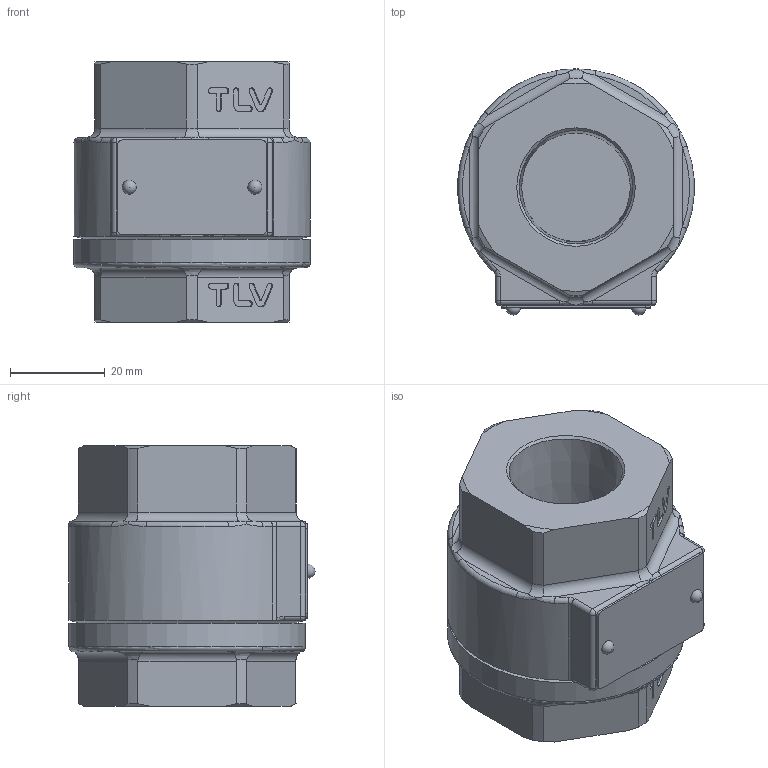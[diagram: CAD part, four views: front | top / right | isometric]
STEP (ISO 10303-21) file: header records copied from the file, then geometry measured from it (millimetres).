
FILE_DESCRIPTION(/* description */ (''),/* implementation_level */ '2;1');
FILE_NAME(/* name */ 'lv800-020-screw-00.stp',/* time_stamp */ '2025-03-05T10:22:44+09:00',/* author */ ('nakaot'),/* organization */ (''),/* preprocessor_version */ 'ST-DEVELOPER v20',/* originating_system */ 'Autodesk Inventor 2022',/* authorisation */ '');
FILE_SCHEMA (('AUTOMOTIVE_DESIGN { 1 0 10303 214 3 1 1 }'));
Length unit declared in the file: millimetre
Products named in the file (1): 20A_LV8_外観モデル
Bounding box: 50 x 52 x 55 mm (x, y, z)
Volume: 80927.3 mm3; surface area: 15285.2 mm2
Topology: 1 solids, 3 shells, 212 faces, 532 edges, 333 vertices
Faces by surface type: plane 80, cylinder 66, torus 21, bspline 20, cone 19, sphere 6
Full cylindrical faces by diameter (mm): 1.6 x2, 50 x1
Entity records: 7222 total; most frequent: CARTESIAN_POINT 2303, ORIENTED_EDGE 1056, DIRECTION 978, EDGE_CURVE 528, AXIS2_PLACEMENT_3D 379, VERTEX_POINT 333, EDGE_LOOP 223, LINE 220
